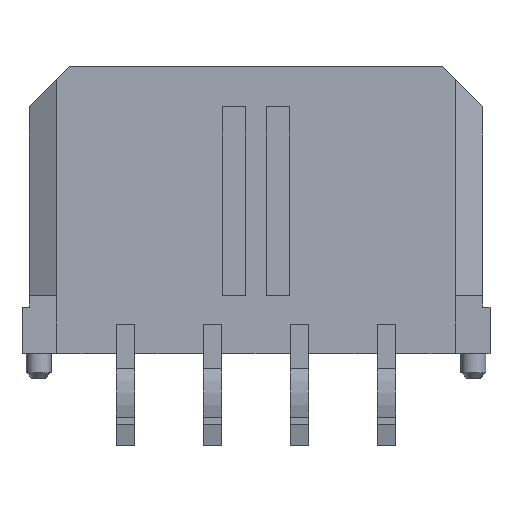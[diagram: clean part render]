
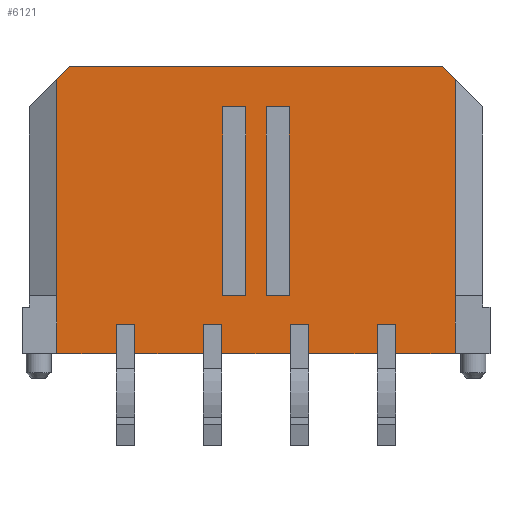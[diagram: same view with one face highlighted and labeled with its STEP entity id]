
A CAD part, front view. The second image highlights one B-rep face of the part: STEP entity #6121.
In plain terms, the highlighted planar face has unit normal (0, -1, 0).
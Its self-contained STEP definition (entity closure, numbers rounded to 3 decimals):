
#1131=DIRECTION('',(-1.,0.,0.));
#1132=VECTOR('',#1131,2.055);
#1133=CARTESIAN_POINT('',(6.875,-3.46,-4.96));
#1134=LINE('',#1133,#1132);
#1147=DIRECTION('',(-1.,0.,0.));
#1148=VECTOR('',#1147,2.36);
#1149=CARTESIAN_POINT('',(4.18,-3.46,-4.96));
#1150=LINE('',#1149,#1148);
#1163=DIRECTION('',(-1.,0.,0.));
#1164=VECTOR('',#1163,2.36);
#1165=CARTESIAN_POINT('',(1.18,-3.46,-4.96));
#1166=LINE('',#1165,#1164);
#1187=DIRECTION('',(-1.,0.,0.));
#1188=VECTOR('',#1187,2.055);
#1189=CARTESIAN_POINT('',(-4.82,-3.46,-4.96));
#1190=LINE('',#1189,#1188);
#1195=DIRECTION('',(-1.,0.,0.));
#1196=VECTOR('',#1195,2.36);
#1197=CARTESIAN_POINT('',(-1.82,-3.46,-4.96));
#1198=LINE('',#1197,#1196);
#1207=DIRECTION('',(0.,0.,1.));
#1208=VECTOR('',#1207,1.);
#1209=CARTESIAN_POINT('',(-4.82,-3.46,-4.96));
#1210=LINE('',#1209,#1208);
#1211=DIRECTION('',(0.,0.,-1.));
#1212=VECTOR('',#1211,7.46);
#1213=CARTESIAN_POINT('',(-6.875,-3.46,4.5));
#1214=LINE('',#1213,#1212);
#1215=DIRECTION('',(-0.707,0.,-0.707));
#1216=VECTOR('',#1215,0.636);
#1217=CARTESIAN_POINT('',(-6.425,-3.46,4.95));
#1218=LINE('',#1217,#1216);
#1219=DIRECTION('',(1.,0.,0.));
#1220=VECTOR('',#1219,12.85);
#1221=CARTESIAN_POINT('',(-6.425,-3.46,4.95));
#1222=LINE('',#1221,#1220);
#1223=DIRECTION('',(-0.707,0.,0.707));
#1224=VECTOR('',#1223,0.636);
#1225=CARTESIAN_POINT('',(6.875,-3.46,4.5));
#1226=LINE('',#1225,#1224);
#1227=DIRECTION('',(0.,0.,-1.));
#1228=VECTOR('',#1227,7.46);
#1229=CARTESIAN_POINT('',(6.875,-3.46,4.5));
#1230=LINE('',#1229,#1228);
#1231=DIRECTION('',(0.,0.,-1.));
#1232=VECTOR('',#1231,2.);
#1233=CARTESIAN_POINT('',(6.875,-3.46,-2.96));
#1234=LINE('',#1233,#1232);
#1235=DIRECTION('',(0.,0.,1.));
#1236=VECTOR('',#1235,1.);
#1237=CARTESIAN_POINT('',(4.82,-3.46,-4.96));
#1238=LINE('',#1237,#1236);
#1239=DIRECTION('',(1.,0.,0.));
#1240=VECTOR('',#1239,0.64);
#1241=CARTESIAN_POINT('',(4.18,-3.46,-3.96));
#1242=LINE('',#1241,#1240);
#1243=DIRECTION('',(0.,0.,1.));
#1244=VECTOR('',#1243,1.);
#1245=CARTESIAN_POINT('',(4.18,-3.46,-4.96));
#1246=LINE('',#1245,#1244);
#1247=DIRECTION('',(0.,0.,1.));
#1248=VECTOR('',#1247,1.);
#1249=CARTESIAN_POINT('',(1.82,-3.46,-4.96));
#1250=LINE('',#1249,#1248);
#1251=DIRECTION('',(1.,0.,0.));
#1252=VECTOR('',#1251,0.64);
#1253=CARTESIAN_POINT('',(1.18,-3.46,-3.96));
#1254=LINE('',#1253,#1252);
#1255=DIRECTION('',(0.,0.,1.));
#1256=VECTOR('',#1255,1.);
#1257=CARTESIAN_POINT('',(1.18,-3.46,-4.96));
#1258=LINE('',#1257,#1256);
#1259=DIRECTION('',(0.,0.,1.));
#1260=VECTOR('',#1259,1.);
#1261=CARTESIAN_POINT('',(-1.18,-3.46,-4.96));
#1262=LINE('',#1261,#1260);
#1263=DIRECTION('',(1.,0.,0.));
#1264=VECTOR('',#1263,0.64);
#1265=CARTESIAN_POINT('',(-1.82,-3.46,-3.96));
#1266=LINE('',#1265,#1264);
#1267=DIRECTION('',(0.,0.,1.));
#1268=VECTOR('',#1267,1.);
#1269=CARTESIAN_POINT('',(-1.82,-3.46,-4.96));
#1270=LINE('',#1269,#1268);
#1271=DIRECTION('',(0.,0.,1.));
#1272=VECTOR('',#1271,1.);
#1273=CARTESIAN_POINT('',(-4.18,-3.46,-4.96));
#1274=LINE('',#1273,#1272);
#1275=DIRECTION('',(1.,0.,0.));
#1276=VECTOR('',#1275,0.64);
#1277=CARTESIAN_POINT('',(-4.82,-3.46,-3.96));
#1278=LINE('',#1277,#1276);
#1279=DIRECTION('',(1.,0.,0.));
#1280=VECTOR('',#1279,0.8);
#1281=CARTESIAN_POINT('',(0.35,-3.46,3.55));
#1282=LINE('',#1281,#1280);
#1283=DIRECTION('',(0.,0.,1.));
#1284=VECTOR('',#1283,6.51);
#1285=CARTESIAN_POINT('',(0.35,-3.46,-2.96));
#1286=LINE('',#1285,#1284);
#1287=DIRECTION('',(1.,0.,0.));
#1288=VECTOR('',#1287,0.8);
#1289=CARTESIAN_POINT('',(0.35,-3.46,-2.96));
#1290=LINE('',#1289,#1288);
#1291=DIRECTION('',(0.,0.,1.));
#1292=VECTOR('',#1291,6.51);
#1293=CARTESIAN_POINT('',(1.15,-3.46,-2.96));
#1294=LINE('',#1293,#1292);
#1295=DIRECTION('',(1.,0.,0.));
#1296=VECTOR('',#1295,0.8);
#1297=CARTESIAN_POINT('',(-1.15,-3.46,3.55));
#1298=LINE('',#1297,#1296);
#1299=DIRECTION('',(0.,0.,1.));
#1300=VECTOR('',#1299,6.51);
#1301=CARTESIAN_POINT('',(-1.15,-3.46,-2.96));
#1302=LINE('',#1301,#1300);
#1303=DIRECTION('',(1.,0.,0.));
#1304=VECTOR('',#1303,0.8);
#1305=CARTESIAN_POINT('',(-1.15,-3.46,-2.96));
#1306=LINE('',#1305,#1304);
#1307=DIRECTION('',(0.,0.,1.));
#1308=VECTOR('',#1307,6.51);
#1309=CARTESIAN_POINT('',(-0.35,-3.46,-2.96));
#1310=LINE('',#1309,#1308);
#1311=DIRECTION('',(0.,0.,-1.));
#1312=VECTOR('',#1311,2.);
#1313=CARTESIAN_POINT('',(-6.875,-3.46,-2.96));
#1314=LINE('',#1313,#1312);
#3503=CARTESIAN_POINT('',(-6.425,-3.46,4.95));
#3504=CARTESIAN_POINT('',(6.425,-3.46,4.95));
#3505=VERTEX_POINT('',#3503);
#3506=VERTEX_POINT('',#3504);
#3594=CARTESIAN_POINT('',(4.18,-3.46,-4.96));
#3596=VERTEX_POINT('',#3594);
#3598=CARTESIAN_POINT('',(4.82,-3.46,-4.96));
#3600=VERTEX_POINT('',#3598);
#3606=CARTESIAN_POINT('',(1.18,-3.46,-4.96));
#3608=VERTEX_POINT('',#3606);
#3610=CARTESIAN_POINT('',(1.82,-3.46,-4.96));
#3612=VERTEX_POINT('',#3610);
#3618=CARTESIAN_POINT('',(-1.82,-3.46,-4.96));
#3620=VERTEX_POINT('',#3618);
#3622=CARTESIAN_POINT('',(-1.18,-3.46,-4.96));
#3624=VERTEX_POINT('',#3622);
#3630=CARTESIAN_POINT('',(-4.82,-3.46,-4.96));
#3632=VERTEX_POINT('',#3630);
#3634=CARTESIAN_POINT('',(-4.18,-3.46,-4.96));
#3636=VERTEX_POINT('',#3634);
#3642=CARTESIAN_POINT('',(6.875,-3.46,-2.96));
#3644=VERTEX_POINT('',#3642);
#3646=CARTESIAN_POINT('',(-6.875,-3.46,-2.96));
#3648=VERTEX_POINT('',#3646);
#3653=CARTESIAN_POINT('',(6.875,-3.46,-4.96));
#3654=VERTEX_POINT('',#3653);
#3655=CARTESIAN_POINT('',(-6.875,-3.46,-4.96));
#3656=VERTEX_POINT('',#3655);
#3657=CARTESIAN_POINT('',(4.18,-3.46,-3.96));
#3658=VERTEX_POINT('',#3657);
#3659=CARTESIAN_POINT('',(4.82,-3.46,-3.96));
#3660=VERTEX_POINT('',#3659);
#3661=CARTESIAN_POINT('',(1.18,-3.46,-3.96));
#3662=VERTEX_POINT('',#3661);
#3663=CARTESIAN_POINT('',(1.82,-3.46,-3.96));
#3664=VERTEX_POINT('',#3663);
#3665=CARTESIAN_POINT('',(-1.82,-3.46,-3.96));
#3666=VERTEX_POINT('',#3665);
#3667=CARTESIAN_POINT('',(-1.18,-3.46,-3.96));
#3668=VERTEX_POINT('',#3667);
#3669=CARTESIAN_POINT('',(-4.82,-3.46,-3.96));
#3670=VERTEX_POINT('',#3669);
#3671=CARTESIAN_POINT('',(-4.18,-3.46,-3.96));
#3672=VERTEX_POINT('',#3671);
#4033=CARTESIAN_POINT('',(0.35,-3.46,3.55));
#4034=CARTESIAN_POINT('',(1.15,-3.46,3.55));
#4035=VERTEX_POINT('',#4033);
#4036=VERTEX_POINT('',#4034);
#4037=CARTESIAN_POINT('',(0.35,-3.46,-2.96));
#4038=CARTESIAN_POINT('',(1.15,-3.46,-2.96));
#4039=VERTEX_POINT('',#4037);
#4040=VERTEX_POINT('',#4038);
#4049=CARTESIAN_POINT('',(-1.15,-3.46,3.55));
#4050=CARTESIAN_POINT('',(-0.35,-3.46,3.55));
#4051=VERTEX_POINT('',#4049);
#4052=VERTEX_POINT('',#4050);
#4053=CARTESIAN_POINT('',(-1.15,-3.46,-2.96));
#4054=CARTESIAN_POINT('',(-0.35,-3.46,-2.96));
#4055=VERTEX_POINT('',#4053);
#4056=VERTEX_POINT('',#4054);
#4597=CARTESIAN_POINT('',(6.875,-3.46,4.5));
#4598=VERTEX_POINT('',#4597);
#4599=CARTESIAN_POINT('',(-6.875,-3.46,4.5));
#4600=VERTEX_POINT('',#4599);
#6057=CARTESIAN_POINT('',(-7.825,-3.46,4.95));
#6058=DIRECTION('',(0.,-1.,0.));
#6059=DIRECTION('',(0.,0.,-1.));
#6060=AXIS2_PLACEMENT_3D('',#6057,#6058,#6059);
#6061=PLANE('',#6060);
#6062=ORIENTED_EDGE('',*,*,#5852,.F.);
#6063=ORIENTED_EDGE('',*,*,#6037,.T.);
#6065=ORIENTED_EDGE('',*,*,#6064,.F.);
#6067=ORIENTED_EDGE('',*,*,#6066,.F.);
#6068=ORIENTED_EDGE('',*,*,#5110,.F.);
#6070=ORIENTED_EDGE('',*,*,#6069,.T.);
#6071=ORIENTED_EDGE('',*,*,#5057,.F.);
#6073=ORIENTED_EDGE('',*,*,#6072,.T.);
#6075=ORIENTED_EDGE('',*,*,#6074,.T.);
#6076=ORIENTED_EDGE('',*,*,#5983,.T.);
#6077=ORIENTED_EDGE('',*,*,#5659,.T.);
#6078=ORIENTED_EDGE('',*,*,#5737,.F.);
#6079=ORIENTED_EDGE('',*,*,#5781,.F.);
#6080=ORIENTED_EDGE('',*,*,#6002,.T.);
#6082=ORIENTED_EDGE('',*,*,#6081,.T.);
#6084=ORIENTED_EDGE('',*,*,#6083,.F.);
#6086=ORIENTED_EDGE('',*,*,#6085,.F.);
#6087=ORIENTED_EDGE('',*,*,#6016,.T.);
#6089=ORIENTED_EDGE('',*,*,#6088,.T.);
#6091=ORIENTED_EDGE('',*,*,#6090,.F.);
#6093=ORIENTED_EDGE('',*,*,#6092,.F.);
#6094=ORIENTED_EDGE('',*,*,#6049,.T.);
#6096=ORIENTED_EDGE('',*,*,#6095,.T.);
#6098=ORIENTED_EDGE('',*,*,#6097,.F.);
#6099=EDGE_LOOP('',(#6062,#6063,#6065,#6067,#6068,#6070,#6071,#6073,#6075,#6076,
#6077,#6078,#6079,#6080,#6082,#6084,#6086,#6087,#6089,#6091,#6093,#6094,#6096,
#6098));
#6100=FACE_OUTER_BOUND('',#6099,.F.);
#6102=ORIENTED_EDGE('',*,*,#6101,.F.);
#6104=ORIENTED_EDGE('',*,*,#6103,.F.);
#6106=ORIENTED_EDGE('',*,*,#6105,.T.);
#6108=ORIENTED_EDGE('',*,*,#6107,.T.);
#6109=EDGE_LOOP('',(#6102,#6104,#6106,#6108));
#6110=FACE_BOUND('',#6109,.F.);
#6112=ORIENTED_EDGE('',*,*,#6111,.F.);
#6114=ORIENTED_EDGE('',*,*,#6113,.F.);
#6116=ORIENTED_EDGE('',*,*,#6115,.T.);
#6118=ORIENTED_EDGE('',*,*,#6117,.T.);
#6119=EDGE_LOOP('',(#6112,#6114,#6116,#6118));
#6120=FACE_BOUND('',#6119,.F.);
#6121=ADVANCED_FACE('',(#6100,#6110,#6120),#6061,.T.);
#5057=EDGE_CURVE('',#4598,#3506,#1226,.T.);
#5110=EDGE_CURVE('',#3505,#4600,#1218,.T.);
#5659=EDGE_CURVE('',#3600,#3660,#1238,.T.);
#5737=EDGE_CURVE('',#3658,#3660,#1242,.T.);
#5781=EDGE_CURVE('',#3596,#3658,#1246,.T.);
#5852=EDGE_CURVE('',#3632,#3670,#1210,.T.);
#5983=EDGE_CURVE('',#3654,#3600,#1134,.T.);
#6002=EDGE_CURVE('',#3596,#3612,#1150,.T.);
#6016=EDGE_CURVE('',#3608,#3624,#1166,.T.);
#6037=EDGE_CURVE('',#3632,#3656,#1190,.T.);
#6049=EDGE_CURVE('',#3620,#3636,#1198,.T.);
#6064=EDGE_CURVE('',#3648,#3656,#1314,.T.);
#6066=EDGE_CURVE('',#4600,#3648,#1214,.T.);
#6069=EDGE_CURVE('',#3505,#3506,#1222,.T.);
#6072=EDGE_CURVE('',#4598,#3644,#1230,.T.);
#6074=EDGE_CURVE('',#3644,#3654,#1234,.T.);
#6081=EDGE_CURVE('',#3612,#3664,#1250,.T.);
#6083=EDGE_CURVE('',#3662,#3664,#1254,.T.);
#6085=EDGE_CURVE('',#3608,#3662,#1258,.T.);
#6088=EDGE_CURVE('',#3624,#3668,#1262,.T.);
#6090=EDGE_CURVE('',#3666,#3668,#1266,.T.);
#6092=EDGE_CURVE('',#3620,#3666,#1270,.T.);
#6095=EDGE_CURVE('',#3636,#3672,#1274,.T.);
#6097=EDGE_CURVE('',#3670,#3672,#1278,.T.);
#6101=EDGE_CURVE('',#4035,#4036,#1282,.T.);
#6103=EDGE_CURVE('',#4039,#4035,#1286,.T.);
#6105=EDGE_CURVE('',#4039,#4040,#1290,.T.);
#6107=EDGE_CURVE('',#4040,#4036,#1294,.T.);
#6111=EDGE_CURVE('',#4051,#4052,#1298,.T.);
#6113=EDGE_CURVE('',#4055,#4051,#1302,.T.);
#6115=EDGE_CURVE('',#4055,#4056,#1306,.T.);
#6117=EDGE_CURVE('',#4056,#4052,#1310,.T.);
